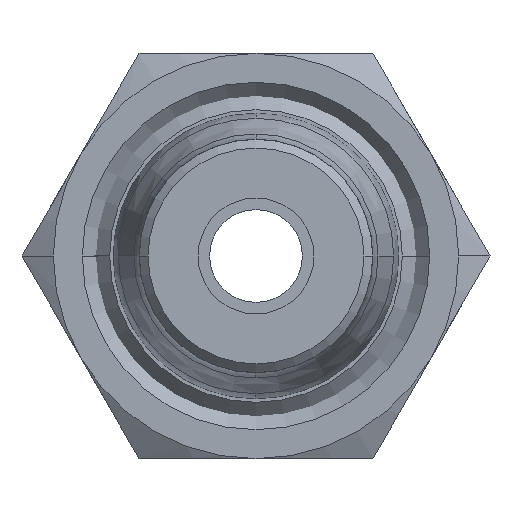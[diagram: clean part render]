
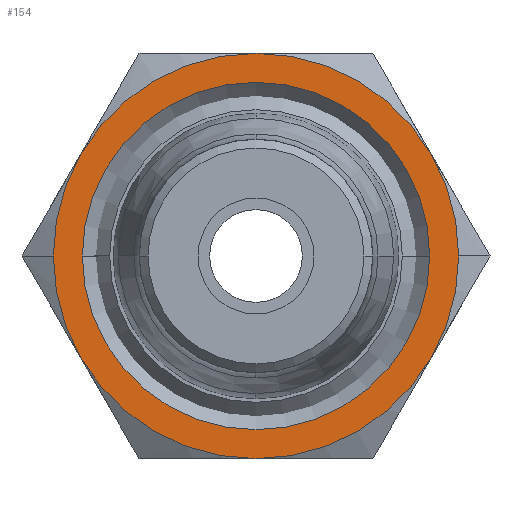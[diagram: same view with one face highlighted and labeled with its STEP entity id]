
A CAD part, left-side view. The second image highlights one B-rep face of the part: STEP entity #154.
In plain terms, the highlighted planar face has unit normal (-1, 0, 0).
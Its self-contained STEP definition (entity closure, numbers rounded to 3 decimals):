
#154=ADVANCED_FACE('',(#351,#352),#353,.T.);
#351=FACE_OUTER_BOUND('',#555,.T.);
#352=FACE_BOUND('',#556,.T.);
#353=PLANE('',#557);
#555=EDGE_LOOP('',(#1231,#1232,#1233,#1234,#1235,#1236,#1237,#1238));
#556=EDGE_LOOP('',(#1239,#1240));
#557=AXIS2_PLACEMENT_3D('',#1241,#1242,#1243);
#1231=ORIENTED_EDGE('',*,*,#1491,.F.);
#1232=ORIENTED_EDGE('',*,*,#1477,.F.);
#1233=ORIENTED_EDGE('',*,*,#1480,.F.);
#1234=ORIENTED_EDGE('',*,*,#1482,.F.);
#1235=ORIENTED_EDGE('',*,*,#1475,.F.);
#1236=ORIENTED_EDGE('',*,*,#1486,.F.);
#1237=ORIENTED_EDGE('',*,*,#1489,.F.);
#1238=ORIENTED_EDGE('',*,*,#1471,.F.);
#1239=ORIENTED_EDGE('',*,*,#1511,.T.);
#1240=ORIENTED_EDGE('',*,*,#1455,.T.);
#1241=CARTESIAN_POINT('',(11.0,-6.5,0.0));
#1242=DIRECTION('',(-1.0,0.,-0.0));
#1243=DIRECTION('',(0.,1.0,0.0));
#1455=EDGE_CURVE('',#1777,#1774,#1778,.T.);
#1471=EDGE_CURVE('',#1804,#1807,#1808,.T.);
#1475=EDGE_CURVE('',#1813,#1811,#1815,.T.);
#1477=EDGE_CURVE('',#1817,#1819,#1820,.T.);
#1480=EDGE_CURVE('',#1823,#1817,#1825,.T.);
#1482=EDGE_CURVE('',#1811,#1823,#1827,.T.);
#1486=EDGE_CURVE('',#1831,#1813,#1833,.T.);
#1489=EDGE_CURVE('',#1807,#1831,#1837,.T.);
#1491=EDGE_CURVE('',#1819,#1804,#1839,.T.);
#1511=EDGE_CURVE('',#1774,#1777,#1867,.T.);
#1774=VERTEX_POINT('',#2312);
#1777=VERTEX_POINT('',#2316);
#1778=CIRCLE('',#2317,6.0);
#1804=VERTEX_POINT('',#2372);
#1807=VERTEX_POINT('',#2376);
#1808=CIRCLE('',#2377,7.0);
#1811=VERTEX_POINT('',#2391);
#1813=VERTEX_POINT('',#2394);
#1815=CIRCLE('',#2407,7.0);
#1817=VERTEX_POINT('',#2409);
#1819=VERTEX_POINT('',#2422);
#1820=CIRCLE('',#2423,7.0);
#1823=VERTEX_POINT('',#2437);
#1825=CIRCLE('',#2450,7.0);
#1827=CIRCLE('',#2463,7.0);
#1831=VERTEX_POINT('',#2489);
#1833=CIRCLE('',#2502,7.0);
#1837=CIRCLE('',#2528,7.0);
#1839=CIRCLE('',#2541,7.0);
#1867=CIRCLE('',#2679,6.0);
#2312=CARTESIAN_POINT('',(11.0,-6.0,0.0));
#2316=CARTESIAN_POINT('',(11.0,6.0,0.));
#2317=AXIS2_PLACEMENT_3D('',#3025,#3026,#3027);
#2372=CARTESIAN_POINT('',(11.0,-7.0,0.));
#2376=CARTESIAN_POINT('',(11.0,-6.062,-3.5));
#2377=AXIS2_PLACEMENT_3D('',#3051,#3052,#3053);
#2391=CARTESIAN_POINT('',(11.0,7.0,0.));
#2394=CARTESIAN_POINT('',(11.0,6.062,-3.5));
#2407=AXIS2_PLACEMENT_3D('',#3055,#3056,#3057);
#2409=CARTESIAN_POINT('',(11.0,0.,7.0));
#2422=CARTESIAN_POINT('',(11.0,-6.062,3.5));
#2423=AXIS2_PLACEMENT_3D('',#3058,#3059,#3060);
#2437=CARTESIAN_POINT('',(11.0,6.062,3.5));
#2450=AXIS2_PLACEMENT_3D('',#3061,#3062,#3063);
#2463=AXIS2_PLACEMENT_3D('',#3064,#3065,#3066);
#2489=CARTESIAN_POINT('',(11.0,0.0,-7.0));
#2502=AXIS2_PLACEMENT_3D('',#3067,#3068,#3069);
#2528=AXIS2_PLACEMENT_3D('',#3070,#3071,#3072);
#2541=AXIS2_PLACEMENT_3D('',#3073,#3074,#3075);
#2679=AXIS2_PLACEMENT_3D('',#3103,#3104,#3105);
#3025=CARTESIAN_POINT('',(11.0,0.0,0.0));
#3026=DIRECTION('',(1.0,0.,0.0));
#3027=DIRECTION('',(0.,-1.0,0.0));
#3051=CARTESIAN_POINT('',(11.0,0.0,0.0));
#3052=DIRECTION('',(1.0,0.,0.0));
#3053=DIRECTION('',(0.,-1.0,0.0));
#3055=CARTESIAN_POINT('',(11.0,0.0,0.0));
#3056=DIRECTION('',(1.0,0.,0.0));
#3057=DIRECTION('',(0.,-1.0,0.0));
#3058=CARTESIAN_POINT('',(11.0,0.0,0.0));
#3059=DIRECTION('',(1.0,0.,0.0));
#3060=DIRECTION('',(0.,-1.0,0.0));
#3061=CARTESIAN_POINT('',(11.0,0.0,0.0));
#3062=DIRECTION('',(1.0,0.,0.0));
#3063=DIRECTION('',(0.,-1.0,0.0));
#3064=CARTESIAN_POINT('',(11.0,0.0,0.0));
#3065=DIRECTION('',(1.0,0.,0.0));
#3066=DIRECTION('',(0.,-1.0,0.0));
#3067=CARTESIAN_POINT('',(11.0,0.0,0.0));
#3068=DIRECTION('',(1.0,0.,0.0));
#3069=DIRECTION('',(0.,-1.0,0.0));
#3070=CARTESIAN_POINT('',(11.0,0.0,0.0));
#3071=DIRECTION('',(1.0,0.,0.0));
#3072=DIRECTION('',(0.,-1.0,0.0));
#3073=CARTESIAN_POINT('',(11.0,0.0,0.0));
#3074=DIRECTION('',(1.0,0.,0.0));
#3075=DIRECTION('',(0.,-1.0,0.0));
#3103=CARTESIAN_POINT('',(11.0,0.0,0.0));
#3104=DIRECTION('',(1.0,0.,0.0));
#3105=DIRECTION('',(0.,-1.0,0.0));
